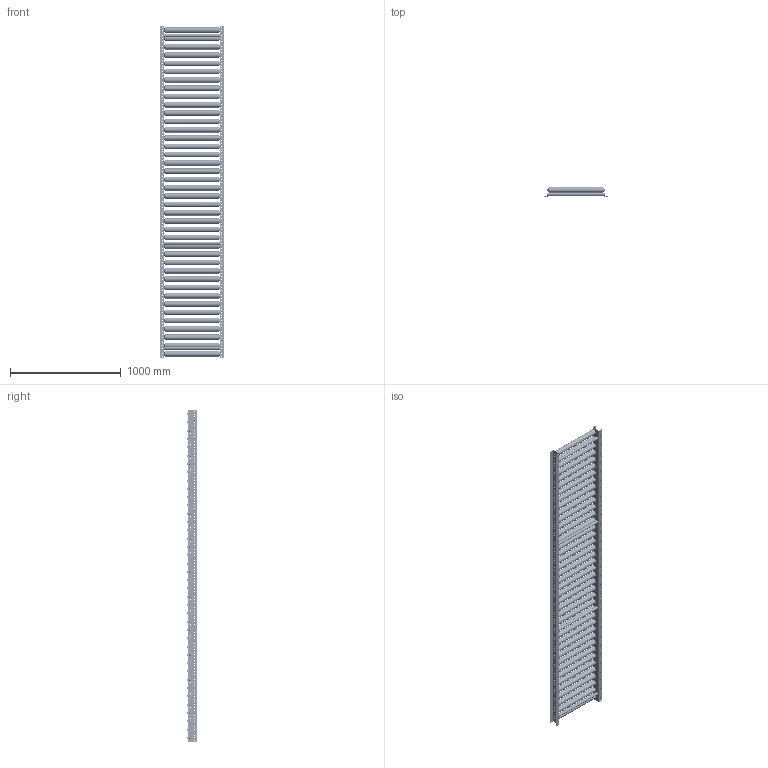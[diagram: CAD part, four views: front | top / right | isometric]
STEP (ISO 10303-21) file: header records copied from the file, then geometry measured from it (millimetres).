
FILE_DESCRIPTION (( 'STEP AP214' ), '1' );
FILE_NAME ('0014652TWG_9150075STX3000.STEP', '2025-10-22T11:29:07', ( '' ), ( '' ), 'SwSTEP 2.0', 'SolidWorks 2020', '' );
FILE_SCHEMA (( 'AUTOMOTIVE_DESIGN' ));
Length unit declared in the file: millimetre
Products named in the file (9): Traversen_KFG_L500; 0024178_Passscheibe_DIN988_12x18x1; 0039780-Achse-ST-Ø12-KFG_IGM8-AL=500-TRG; 0026293_Typ-TRG-50x1,5-12; TRG-50x1,5-STI-A12-IGM8-EL=KFG_0022779TWG_TRG-50x1,5-STI-A12-IGM8-EL=500; S100994_M8x16-Sperrzahnschraube-verz DIN6921; Profil_SRB-40x80x40x3_KFG_S100212_U-PROFIL-40-80-40-3-SRB-L=3000; 0014652TWG_9150075STX3000; 0039771_Tragrollenrohr-Ø50x1,5STI_KFG_EL500
Assembly tree (140 placements, depth 3):
  0014652TWG_9150075STX3000
    Profil_SRB-40x80x40x3_KFG_S100212_U-PROFIL-40-80-40-3-SRB-L=3000  x2
    Traversen_KFG_L500  x4
    S100994_M8x16-Sperrzahnschraube-verz DIN6921  x88
    TRG-50x1,5-STI-A12-IGM8-EL=KFG_0022779TWG_TRG-50x1,5-STI-A12-IGM8-EL=500  x40
      0039780-Achse-ST-Ø12-KFG_IGM8-AL=500-TRG
      0026293_Typ-TRG-50x1,5-12
      0039771_Tragrollenrohr-Ø50x1,5STI_KFG_EL500
      0024178_Passscheibe_DIN988_12x18x1
Bounding box: 580 x 84.92 x 3000 mm (x, y, z)
Volume: 10564314.9 mm3; surface area: 10265312.8 mm2
Topology: 742 solids, 742 shells, 11716 faces, 24968 edges, 15568 vertices
Faces by surface type: plane 3964, cylinder 3072, torus 2352, cone 2328
Full cylindrical faces by diameter (mm): 6.8 x88, 8.2 x480, 10.2 x480, 12 x120, 12.2 x80, 16 x400, 17.1 x80, 18 x80, 18.5 x80, 21 x12, 25 x4, 27.3 x80, 27.4 x80, 27.7 x80, 29.7 x80, 45.3 x80, 47 x40, 47.3 x80, 49.5 x80, 50 x40
Entity records: 23355 total; most frequent: DIRECTION 3932, CARTESIAN_POINT 3567, ORIENTED_EDGE 2510, EDGE_LOOP 2200, AXIS2_PLACEMENT_3D 1924, EDGE_CURVE 1255, FACE_OUTER_BOUND 1196, VERTEX_POINT 1175
